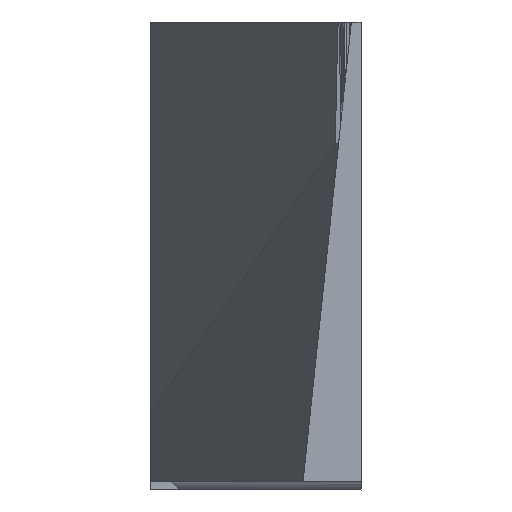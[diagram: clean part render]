
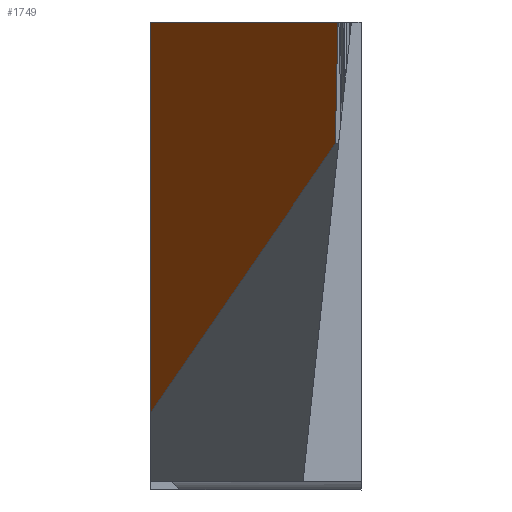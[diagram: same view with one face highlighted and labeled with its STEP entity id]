
A CAD part, front view. The second image highlights one B-rep face of the part: STEP entity #1749.
In plain terms, the highlighted planar face has unit normal (-0.866, -0.5, 0).
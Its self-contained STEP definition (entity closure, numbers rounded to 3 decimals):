
#304=CARTESIAN_POINT('',(0.,5.656,0.));
#305=VERTEX_POINT('',#304);
#316=CARTESIAN_POINT('',(0.,5.656,0.));
#317=DIRECTION('',(0.,0.,-1.));
#318=VECTOR('',#317,6.671);
#319=LINE('',#316,#318);
#320=CARTESIAN_POINT('',(0.,5.656,-6.671));
#321=VERTEX_POINT('',#320);
#322=EDGE_CURVE('',#305,#321,#319,.T.);
#568=CARTESIAN_POINT('',(3.156,0.191,-2.084));
#569=DIRECTION('',(-0.404,0.701,-0.588));
#570=VECTOR('',#569,7.802);
#571=LINE('',#568,#570);
#572=CARTESIAN_POINT('',(3.156,0.191,-2.084));
#573=VERTEX_POINT('',#572);
#574=EDGE_CURVE('',#573,#321,#571,.T.);
#886=CARTESIAN_POINT('',(2.688,1.,0.));
#887=VERTEX_POINT('',#886);
#911=CARTESIAN_POINT('',(2.689,0.999,0.));
#912=VERTEX_POINT('',#911);
#923=CARTESIAN_POINT('',(2.689,0.999,0.));
#924=CARTESIAN_POINT('',(2.689,1.,0.));
#925=CARTESIAN_POINT('',(2.689,1.,0.));
#926=CARTESIAN_POINT('',(2.688,1.,0.));
#927=(BOUNDED_CURVE()B_SPLINE_CURVE(3,(#923,#924,#925,#926),.UNSPECIFIED.,.F.,.F.)B_SPLINE_CURVE_WITH_KNOTS((4,4),(0.,1.),.UNSPECIFIED.)CURVE()GEOMETRIC_REPRESENTATION_ITEM()RATIONAL_B_SPLINE_CURVE((1.,1.,1.,1.))REPRESENTATION_ITEM(''));
#928=EDGE_CURVE('',#912,#887,#927,.T.);
#954=CARTESIAN_POINT('',(3.2,0.114,0.));
#955=DIRECTION('',(-0.5,0.866,0.));
#956=VECTOR('',#955,1.023);
#957=LINE('',#954,#956);
#958=CARTESIAN_POINT('',(3.2,0.114,0.));
#959=VERTEX_POINT('',#958);
#960=EDGE_CURVE('',#959,#912,#957,.T.);
#1631=CARTESIAN_POINT('',(3.2,0.114,0.));
#1632=DIRECTION('',(-0.021,0.037,-0.999));
#1633=VECTOR('',#1632,2.086);
#1634=LINE('',#1631,#1633);
#1635=EDGE_CURVE('',#959,#573,#1634,.T.);
#1683=CARTESIAN_POINT('',(1.4,3.232,22.659));
#1684=DIRECTION('',(0.866,0.5,0.));
#1685=DIRECTION('',(0.,0.,1.));
#1686=AXIS2_PLACEMENT_3D('',#1683,#1684,#1685);
#1687=PLANE('',#1686);
#1688=ORIENTED_EDGE('Edge 1728',*,*,#928,.T.);
#1697=ORIENTED_EDGE('Edge 1733',*,*,#960,.T.);
#1706=ORIENTED_EDGE('Edge 1738',*,*,#1635,.F.);
#1715=ORIENTED_EDGE('Edge 200',*,*,#574,.F.);
#1724=ORIENTED_EDGE('Edge 155',*,*,#322,.T.);
#1733=CARTESIAN_POINT('',(0.,5.656,0.));
#1734=DIRECTION('',(0.5,-0.866,0.));
#1735=VECTOR('',#1734,5.377);
#1736=LINE('',#1733,#1735);
#1737=EDGE_CURVE('',#305,#887,#1736,.T.);
#1738=ORIENTED_EDGE('Edge 376',*,*,#1737,.F.);
#1747=EDGE_LOOP('',(#1738,#1724,#1715,#1706,#1697,#1688));
#1748=FACE_OUTER_BOUND('Loop 1754',#1747,.T.);
#1749=ADVANCED_FACE('Face 1755',(#1748),#1687,.F.);
